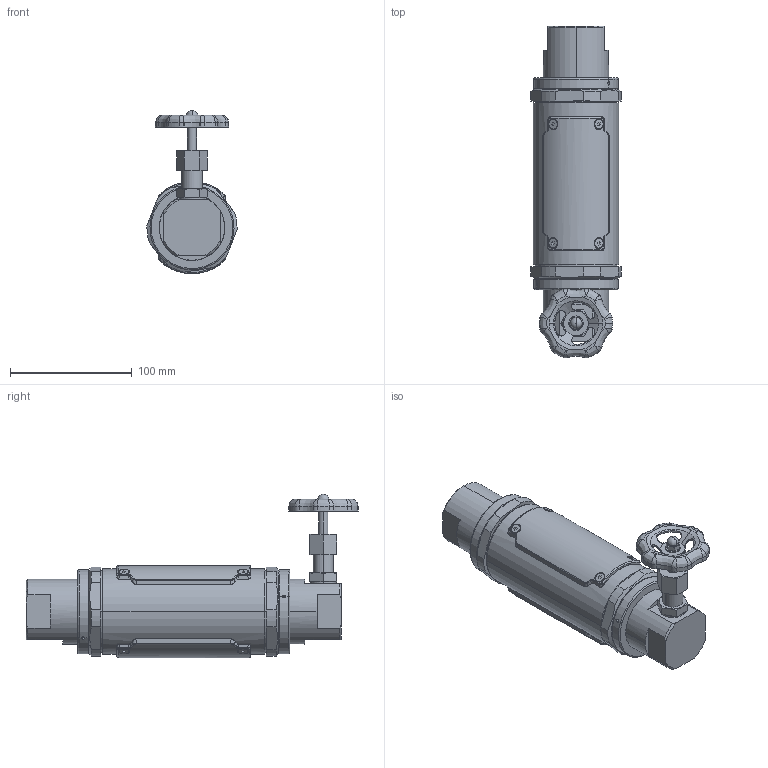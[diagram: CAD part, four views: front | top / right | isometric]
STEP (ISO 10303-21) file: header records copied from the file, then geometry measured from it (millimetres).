
FILE_DESCRIPTION (( 'STEP AP203' ), '1' );
FILE_NAME ('1630-PM-2-AA-1-0.STEP', '2022-05-10T19:21:36', ( '' ), ( '' ), 'SwSTEP 2.0', 'SolidWorks 2020', '' );
FILE_SCHEMA (( 'CONFIG_CONTROL_DESIGN' ));
Products named in the file (1): 1630-PM-2-AA-1-0
Bounding box: 73.94 x 272.39 x 133.92 mm (x, y, z)
Surface area: 180147.8 mm2 (no closed solid volume)
Topology: 0 solids, 25 shells, 1448 faces, 3600 edges, 2280 vertices
Faces by surface type: plane 510, cylinder 427, bspline 332, cone 165, torus 14
Entity records: 68261 total; most frequent: CARTESIAN_POINT 36481, ORIENTED_EDGE 7159, DIRECTION 5642, EDGE_CURVE 3598, VERTEX_POINT 2280, AXIS2_PLACEMENT_3D 2077, EDGE_LOOP 1635, VECTOR 1488
